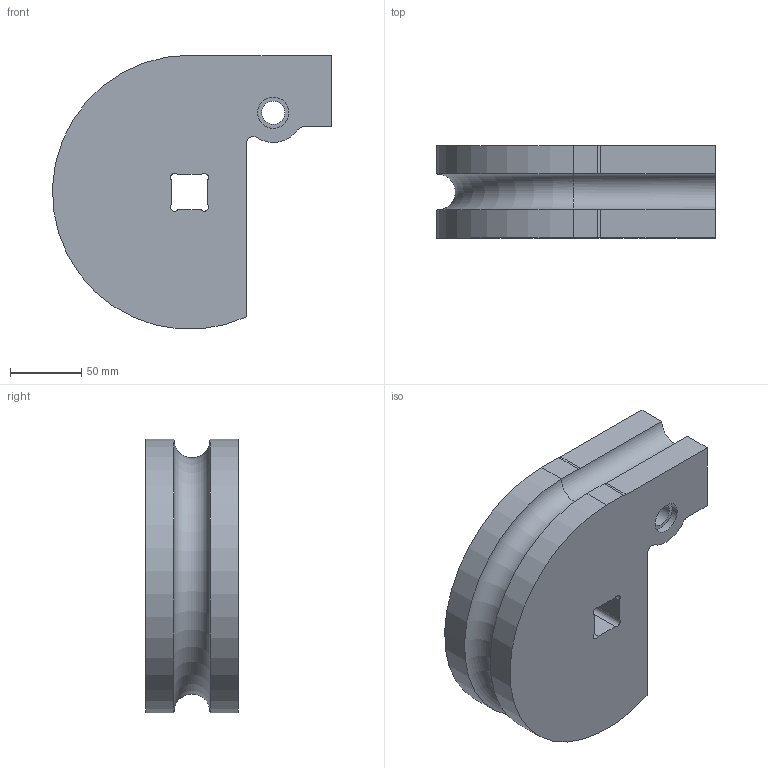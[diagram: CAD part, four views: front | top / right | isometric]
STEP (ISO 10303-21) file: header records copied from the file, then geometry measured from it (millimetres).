
FILE_DESCRIPTION( ( '' ), ' ' );
FILE_NAME( '5c9b42d74a9872168f089a3f.step', '2019-03-27T09:31:04', ( '' ), ( '' ), ' ', ' ', ' ' );
FILE_SCHEMA( ( 'AUTOMOTIVE_DESIGN { 1 0 10303 214 1 1 1 1 }' ) );
Length unit declared in the file: metre
Products named in the file (1): MT02.0254.1000
Bounding box: 196.42 x 65 x 192.67 mm (x, y, z)
Volume: 1491326 mm3; surface area: 109152.3 mm2
Topology: 1 solids, 1 shells, 29 faces, 76 edges, 50 vertices
Faces by surface type: cylinder 14, plane 14, torus 1
Full cylindrical faces by diameter (mm): 16.2 x1, 22 x1
Entity records: 1199 total; most frequent: CARTESIAN_POINT 213, DIRECTION 157, ORIENTED_EDGE 148, EDGE_CURVE 74, AXIS2_PLACEMENT_3D 56, VERTEX_POINT 50, LINE 45, VECTOR 45
